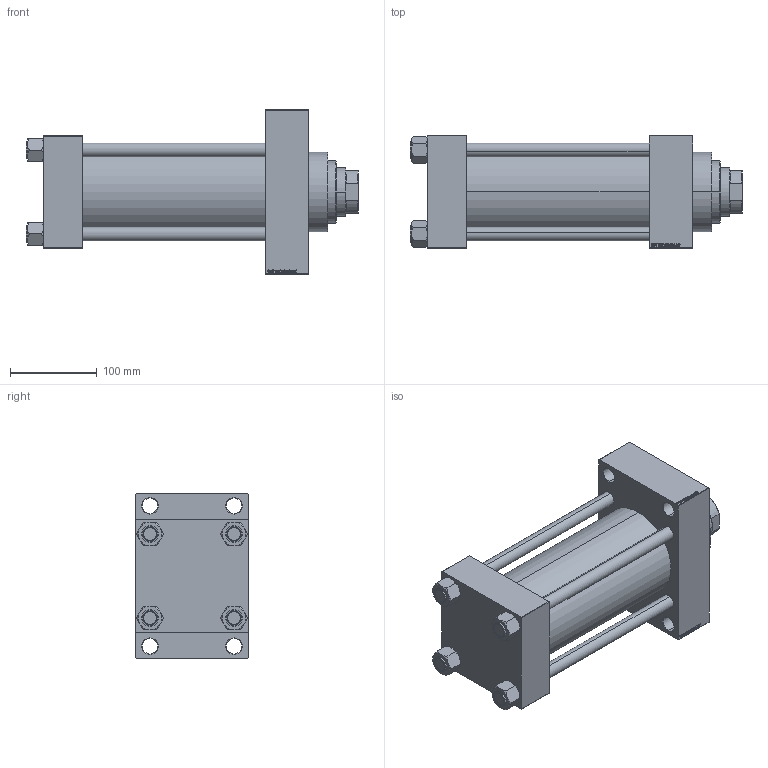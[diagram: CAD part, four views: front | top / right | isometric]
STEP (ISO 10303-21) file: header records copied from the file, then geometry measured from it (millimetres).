
FILE_DESCRIPTION (( 'STEP AP203' ), '1' );
FILE_NAME ('e4d9.STEP', '2024-02-06T13:08:17', ( '' ), ( '' ), 'SwSTEP 2.0', 'SolidWorks 2019', '' );
FILE_SCHEMA (( 'CONFIG_CONTROL_DESIGN' ));
Length unit declared in the file: millimetre
Products named in the file (6): e4d9; NUT_M5_D 0284ae68c8c9cfb7e076e47fe2cf2be2; V215CR_D_Body 0284ae68c8c9cfb7e076e47fe2cf2be2; V215_VC_A 0284ae68c8c9cfb7e076e47fe2cf2be2; V215CR_D_TYCINKA 0284ae68c8c9cfb7e076e47fe2cf2be2; V215CR_VCP_D 0284ae68c8c9cfb7e076e47fe2cf2be2
Assembly tree (11 placements, depth 2):
  e4d9
    V215CR_D_Body 0284ae68c8c9cfb7e076e47fe2cf2be2
    V215CR_VCP_D 0284ae68c8c9cfb7e076e47fe2cf2be2
    NUT_M5_D 0284ae68c8c9cfb7e076e47fe2cf2be2  x4
    V215CR_D_TYCINKA 0284ae68c8c9cfb7e076e47fe2cf2be2  x4
    V215_VC_A 0284ae68c8c9cfb7e076e47fe2cf2be2
Bounding box: 383 x 130 x 190 mm (x, y, z)
Volume: 3237676.6 mm3; surface area: 503262.3 mm2
Topology: 11 solids, 11 shells, 1152 faces, 2912 edges, 1893 vertices
Faces by surface type: plane 545, bspline 368, cone 142, cylinder 89, torus 8
Entity records: 47778 total; most frequent: CARTESIAN_POINT 25226, ORIENTED_EDGE 5088, DIRECTION 3274, EDGE_CURVE 2544, VERTEX_POINT 1671, VECTOR 1528, LINE 1528, EDGE_LOOP 1127
